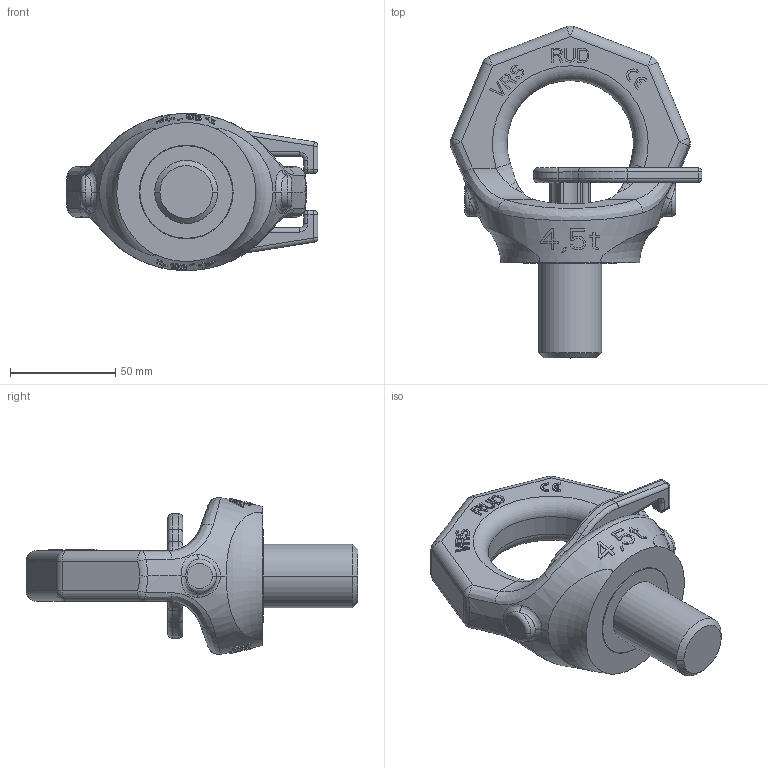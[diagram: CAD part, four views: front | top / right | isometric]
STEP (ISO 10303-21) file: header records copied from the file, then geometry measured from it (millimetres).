
FILE_DESCRIPTION((''),'2;1');
FILE_NAME('001-M35310-P-2_ASM','2018-08-21T',('Andreas.Wendler'),(''),'PRO/ENGINEER BY PARAMETRIC TECHNOLOGY CORPORATION, 2011490','PRO/ENGINEER BY PARAMETRIC TECHNOLOGY CORPORATION, 2011490','');
FILE_SCHEMA(('CONFIG_CONTROL_DESIGN'));
Length unit declared in the file: millimetre
Products named in the file (4): 001-M35310-P-1; 001-M33993-P-1; 001-M33195-P-1; 001-M35310-P-2_ASM
Assembly tree (3 placements, depth 2):
  001-M35310-P-2_ASM
    001-M35310-P-1
    001-M33993-P-1
    001-M33195-P-1
Bounding box: 119.54 x 157.58 x 74.56 mm (x, y, z)
Volume: 274313.7 mm3; surface area: 54548.2 mm2
Topology: 3 solids, 3 shells, 708 faces, 1907 edges, 1236 vertices
Faces by surface type: plane 534, cylinder 76, bspline 46, torus 28, sphere 22, cone 2
Entity records: 26728 total; most frequent: CARTESIAN_POINT 9653, ORIENTED_EDGE 3814, DIRECTION 3069, EDGE_CURVE 1907, VECTOR 1287, LINE 1287, VERTEX_POINT 1236, AXIS2_PLACEMENT_3D 891
